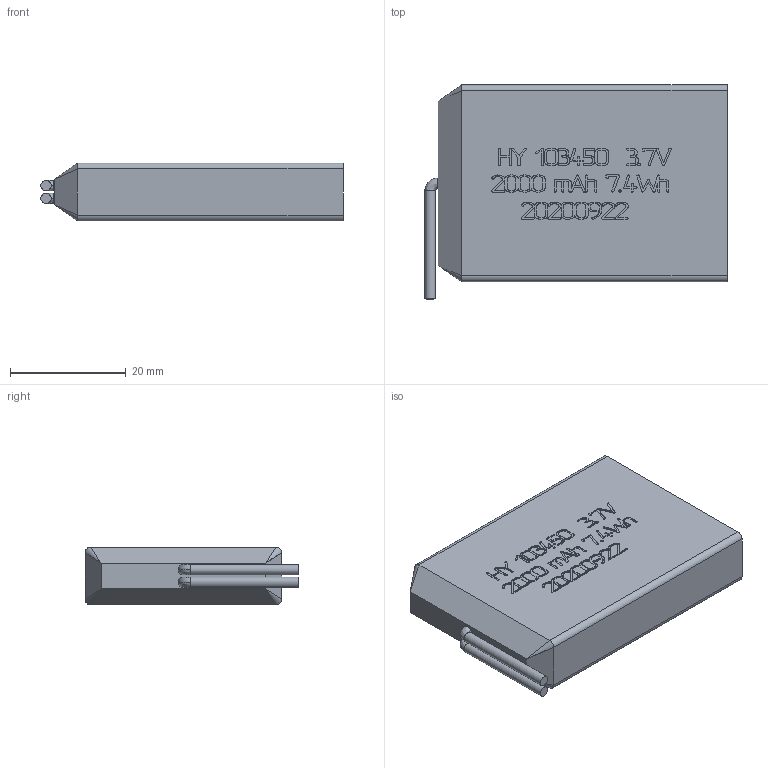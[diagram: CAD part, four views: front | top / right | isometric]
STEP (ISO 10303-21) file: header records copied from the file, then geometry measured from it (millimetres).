
FILE_DESCRIPTION(('STEP AP214'), '1');
FILE_NAME('Lp103450', '2024-10-20T15:11:24', (''), (''), 'C3D Converter', 'C3D Toolkit', '');
FILE_SCHEMA(('AUTOMOTIVE_DESIGN { 1 0 10303 214 3 1 1}'));
Length unit declared in the file: millimetre
Bounding box: 52.3 x 37 x 10 mm (x, y, z)
Volume: 16606.9 mm3; surface area: 5081.7 mm2
Topology: 1 solids, 1 shells, 1491 faces, 4362 edges, 2900 vertices
Faces by surface type: cylinder 914, plane 569, bspline 8
Full cylindrical faces by diameter (mm): 1.8 x4
Entity records: 62544 total; most frequent: CARTESIAN_POINT 9242, DIRECTION 9150, ORIENTED_EDGE 8708, EDGE_CURVE 4354, AXIS2_PLACEMENT_3D 3316, VERTEX_POINT 2900, LINE 2518, VECTOR 2518
